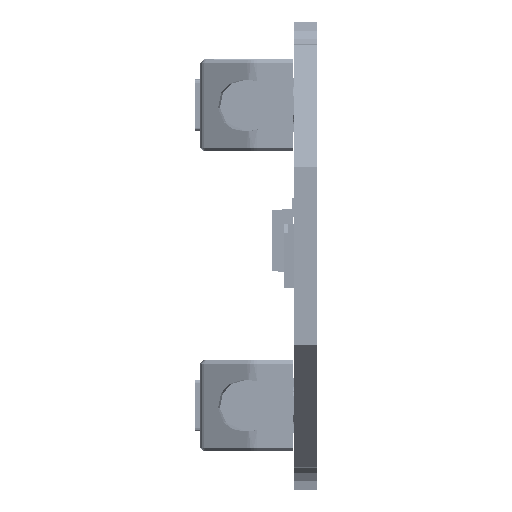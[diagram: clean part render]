
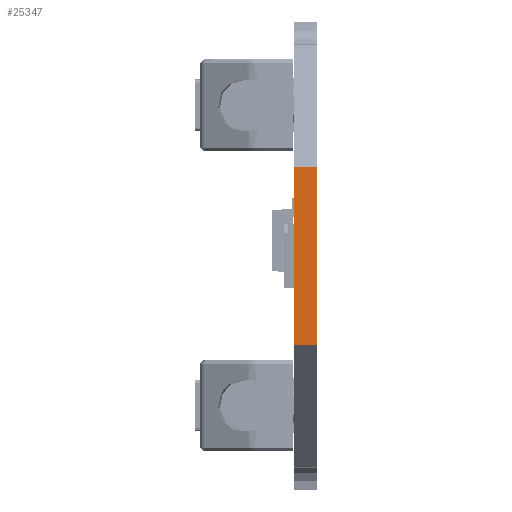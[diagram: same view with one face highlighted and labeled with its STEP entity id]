
A CAD part, left-side view. The second image highlights one B-rep face of the part: STEP entity #25347.
In plain terms, the highlighted planar face has unit normal (-1, 0, 0).
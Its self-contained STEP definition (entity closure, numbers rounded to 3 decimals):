
#824 = VERTEX_POINT ( 'NONE', #22993 ) ;
#1147 = EDGE_LOOP ( 'NONE', ( #17791, #19653, #36240, #8491 ) ) ;
#2605 = EDGE_CURVE ( 'NONE', #5749, #5454, #10506, .T. ) ;
#2774 = DIRECTION ( 'NONE',  ( 0., -1., 0. ) ) ;
#3082 = VERTEX_POINT ( 'NONE', #23647 ) ;
#3577 = EDGE_CURVE ( 'NONE', #824, #5454, #15939, .T. ) ;
#4149 = LINE ( 'NONE', #12249, #12948 ) ;
#5454 = VERTEX_POINT ( 'NONE', #16840 ) ;
#5749 = VERTEX_POINT ( 'NONE', #33190 ) ;
#8491 = ORIENTED_EDGE ( 'NONE', *, *, #20100, .T. ) ;
#8971 = VECTOR ( 'NONE', #2774, 1000. ) ;
#10506 = LINE ( 'NONE', #23822, #24798 ) ;
#11348 = DIRECTION ( 'NONE',  ( 0., 0., -1. ) ) ;
#12249 = CARTESIAN_POINT ( 'NONE',  ( 0., 1., 3.81 ) ) ;
#12948 = VECTOR ( 'NONE', #29678, 1000. ) ;
#13825 = PLANE ( 'NONE',  #20212 ) ;
#15939 = LINE ( 'NONE', #23592, #8971 ) ;
#16799 = DIRECTION ( 'NONE',  ( 1., 0., 0. ) ) ;
#16840 = CARTESIAN_POINT ( 'NONE',  ( 0., 0., 3.81 ) ) ;
#17063 = CARTESIAN_POINT ( 'NONE',  ( 0., 1., 3.81 ) ) ;
#17791 = ORIENTED_EDGE ( 'NONE', *, *, #2605, .T. ) ;
#19214 = LINE ( 'NONE', #34122, #32610 ) ;
#19653 = ORIENTED_EDGE ( 'NONE', *, *, #3577, .F. ) ;
#20100 = EDGE_CURVE ( 'NONE', #3082, #5749, #19214, .T. ) ;
#20212 = AXIS2_PLACEMENT_3D ( 'NONE', #17063, #16799, #11348 ) ;
#22993 = CARTESIAN_POINT ( 'NONE',  ( 0., 1., 3.81 ) ) ;
#23592 = CARTESIAN_POINT ( 'NONE',  ( 0., 1., 3.81 ) ) ;
#23647 = CARTESIAN_POINT ( 'NONE',  ( 0., 1., -3.81 ) ) ;
#23822 = CARTESIAN_POINT ( 'NONE',  ( 0., 0., 3.81 ) ) ;
#24798 = VECTOR ( 'NONE', #26772, 1000. ) ;
#25347 = ADVANCED_FACE ( 'NONE', ( #28437 ), #13825, .F. ) ;
#26772 = DIRECTION ( 'NONE',  ( 0., 0., 1. ) ) ;
#26896 = EDGE_CURVE ( 'NONE', #3082, #824, #4149, .T. ) ;
#28437 = FACE_OUTER_BOUND ( 'NONE', #1147, .T. ) ;
#29678 = DIRECTION ( 'NONE',  ( 0., 0., 1. ) ) ;
#32610 = VECTOR ( 'NONE', #33848, 1000. ) ;
#33190 = CARTESIAN_POINT ( 'NONE',  ( 0., 0., -3.81 ) ) ;
#33848 = DIRECTION ( 'NONE',  ( 0., -1., 0. ) ) ;
#34122 = CARTESIAN_POINT ( 'NONE',  ( 0., 1., -3.81 ) ) ;
#36240 = ORIENTED_EDGE ( 'NONE', *, *, #26896, .F. ) ;
